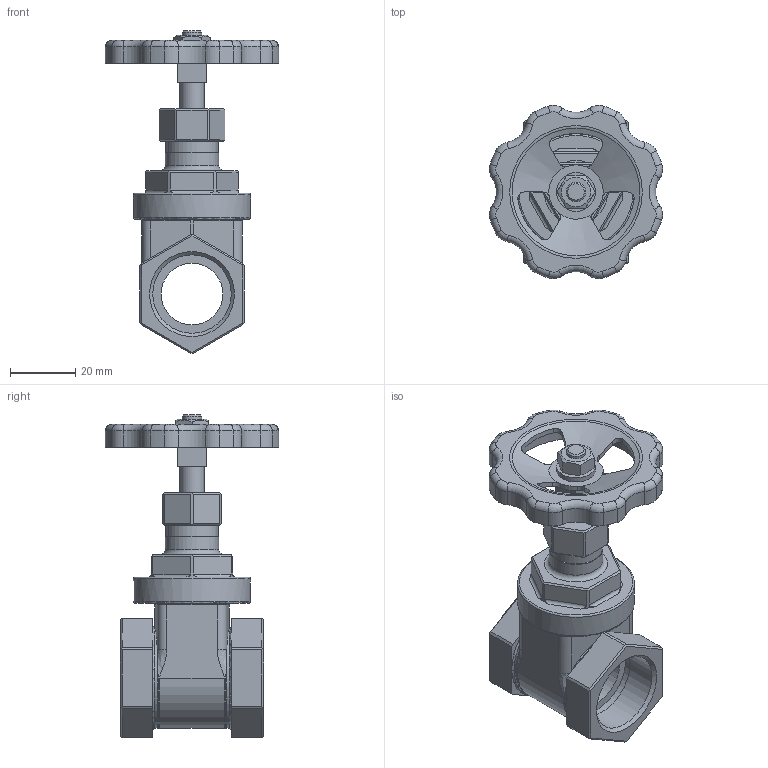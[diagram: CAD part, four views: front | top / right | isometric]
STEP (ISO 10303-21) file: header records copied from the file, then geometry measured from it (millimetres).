
FILE_DESCRIPTION(/* description */ ('Unknown'),/* implementation_level */ '2;1');
FILE_NAME(/* name */ '2030-05',/* time_stamp */ '2024-10-17T11:11:08+02:00',/* author */ ('Unknown'),/* organization */ ('Unknown'),/* preprocessor_version */ 'ST-DEVELOPER v19.4',/* originating_system */ 'Solid Edge',/* authorisation */ 'Unknown');
FILE_SCHEMA (('AUTOMOTIVE_DESIGN {1 0 10303 214 3 1 1}'));
Length unit declared in the file: millimetre
Products named in the file (5): 2030-05; 2030-05_Körper; 2030-05_Handrad; WUERTH 03226 hexagonal nut DIN 934  M6 A2 BLK_EDST; DIN126-M6
Assembly tree (4 placements, depth 2):
  2030-05
    2030-05_Körper
    2030-05_Handrad
    WUERTH 03226 hexagonal nut DIN 934  M6 A2 BLK_EDST
    DIN126-M6
Bounding box: 53.29 x 53.29 x 99.23 mm (x, y, z)
Volume: 52222.5 mm3; surface area: 20255.8 mm2
Topology: 4 solids, 4 shells, 288 faces, 741 edges, 471 vertices
Faces by surface type: plane 128, cylinder 84, torus 50, bspline 16, cone 10
Full cylindrical faces by diameter (mm): 4.917 x1, 6 x1, 6.5 x1, 6.6 x1, 7.5 x1, 12 x1, 16 x1, 16.5 x1, 19 x1, 24.117 x4, 36 x1, 40 x1
Entity records: 9065 total; most frequent: CARTESIAN_POINT 2039, DIRECTION 1432, ORIENTED_EDGE 1394, EDGE_CURVE 697, AXIS2_PLACEMENT_3D 539, VERTEX_POINT 458, LINE 354, VECTOR 354
